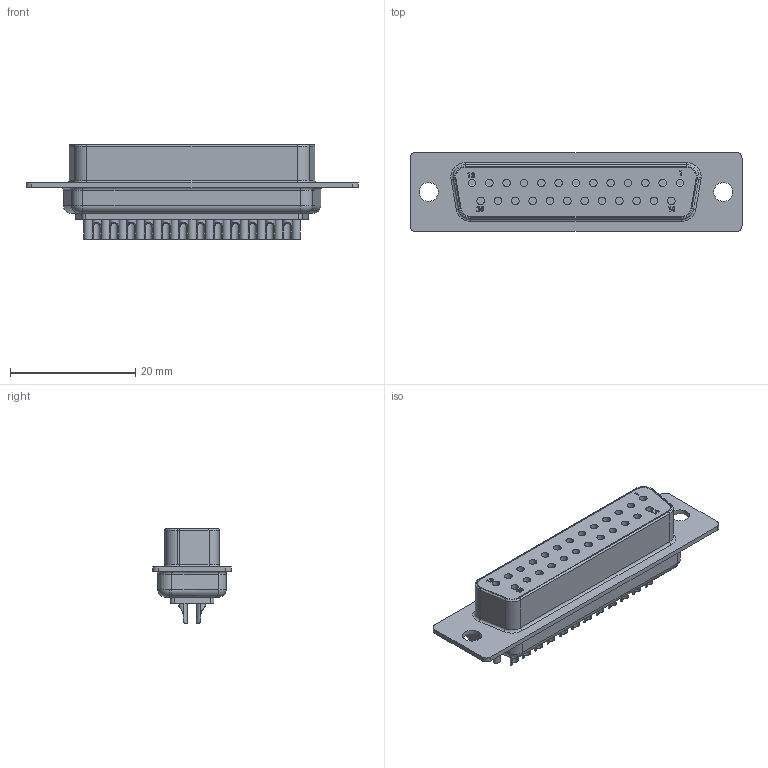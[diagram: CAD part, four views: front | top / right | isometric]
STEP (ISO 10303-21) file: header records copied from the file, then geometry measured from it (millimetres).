
FILE_DESCRIPTION (( 'STEP AP214' ), '1' );
FILE_NAME ('171-025-203.STEP', '2007-07-11T03:06:19', ( 'Tom Plaven' ), ( 'Anapro Tech' ), 'SwSTEP 2.0', 'SolidWorks 2007', '' );
FILE_SCHEMA (( 'AUTOMOTIVE_DESIGN' ));
Length unit declared in the file: inch
Products named in the file (1): 171-025-203
Bounding box: 53.01 x 12.6 x 15.21 mm (x, y, z)
Volume: 4305.9 mm3; surface area: 4655.8 mm2
Topology: 1 solids, 1 shells, 702 faces, 1714 edges, 1098 vertices
Faces by surface type: cylinder 320, plane 308, bspline 54, torus 20
Entity records: 30258 total; most frequent: CARTESIAN_POINT 8285, ORIENTED_EDGE 3428, DIRECTION 3078, EDGE_CURVE 1714, VERTEX_POINT 1098, AXIS2_PLACEMENT_3D 1069, LINE 940, VECTOR 940
